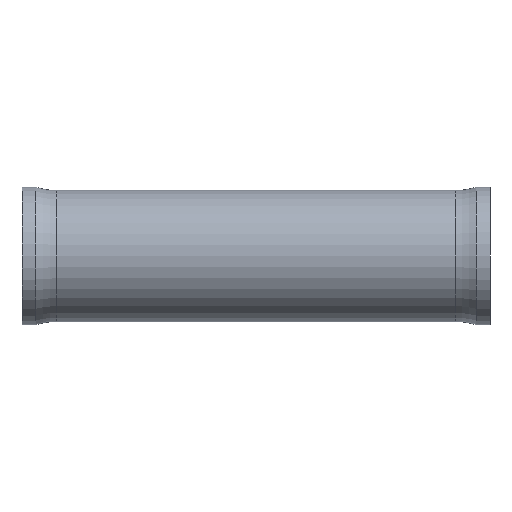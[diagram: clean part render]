
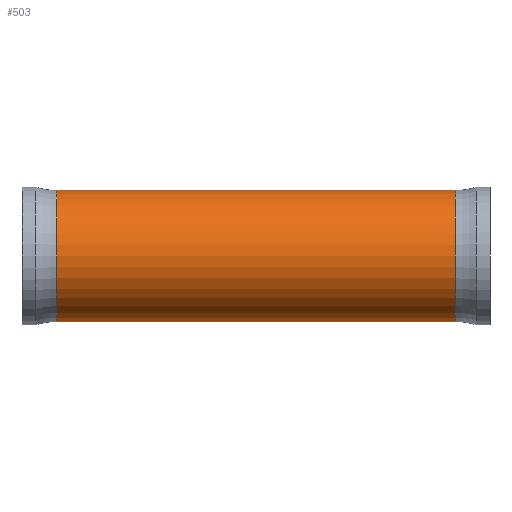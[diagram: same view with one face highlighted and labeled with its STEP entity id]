
A CAD part, left-side view. The second image highlights one B-rep face of the part: STEP entity #503.
In plain terms, the highlighted cylindrical face has radius 23.812 mm (diameter 47.625 mm), a partial arc.
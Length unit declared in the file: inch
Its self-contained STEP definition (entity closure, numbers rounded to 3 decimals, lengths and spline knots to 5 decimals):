
#6 = CARTESIAN_POINT ( 'NONE',  ( 0., 0.49839, 0. ) ) ;
#7 = LINE ( 'NONE', #494, #112 ) ;
#31 = ORIENTED_EDGE ( 'NONE', *, *, #351, .F. ) ;
#68 = DIRECTION ( 'NONE',  ( 0., 0., 1. ) ) ;
#80 = CYLINDRICAL_SURFACE ( 'NONE', #624, 0.9375 ) ;
#112 = VECTOR ( 'NONE', #322, 39.37008 ) ;
#114 = CARTESIAN_POINT ( 'NONE',  ( 0., 6.19452, 0.9375 ) ) ;
#163 = VERTEX_POINT ( 'NONE', #114 ) ;
#175 = CARTESIAN_POINT ( 'NONE',  ( 0., 6.19452, 0. ) ) ;
#183 = CIRCLE ( 'NONE', #383, 0.9375 ) ;
#214 = ORIENTED_EDGE ( 'NONE', *, *, #303, .F. ) ;
#223 = DIRECTION ( 'NONE',  ( 0., 0., 1. ) ) ;
#234 = CIRCLE ( 'NONE', #618, 0.9375 ) ;
#236 = DIRECTION ( 'NONE',  ( 0., 1., 0. ) ) ;
#244 = CARTESIAN_POINT ( 'NONE',  ( 0., 0.49839, 0.9375 ) ) ;
#245 = CARTESIAN_POINT ( 'NONE',  ( 0., 5.49933, 0.9375 ) ) ;
#251 = EDGE_CURVE ( 'NONE', #553, #554, #183, .T. ) ;
#270 = VERTEX_POINT ( 'NONE', #443 ) ;
#301 = EDGE_LOOP ( 'NONE', ( #31, #314, #335, #214 ) ) ;
#303 = EDGE_CURVE ( 'NONE', #270, #163, #234, .T. ) ;
#314 = ORIENTED_EDGE ( 'NONE', *, *, #251, .T. ) ;
#322 = DIRECTION ( 'NONE',  ( 0., 1., 0. ) ) ;
#334 = CARTESIAN_POINT ( 'NONE',  ( 0., 5.49933, 0. ) ) ;
#335 = ORIENTED_EDGE ( 'NONE', *, *, #560, .T. ) ;
#351 = EDGE_CURVE ( 'NONE', #553, #270, #7, .T. ) ;
#361 = DIRECTION ( 'NONE',  ( 0., 1., 0. ) ) ;
#378 = VECTOR ( 'NONE', #559, 39.37008 ) ;
#383 = AXIS2_PLACEMENT_3D ( 'NONE', #6, #361, #68 ) ;
#384 = DIRECTION ( 'NONE',  ( 0., 0., 1. ) ) ;
#443 = CARTESIAN_POINT ( 'NONE',  ( 0., 6.19452, -0.9375 ) ) ;
#490 = DIRECTION ( 'NONE',  ( 0., 1., 0. ) ) ;
#494 = CARTESIAN_POINT ( 'NONE',  ( 0., 5.49933, -0.9375 ) ) ;
#503 = ADVANCED_FACE ( 'NONE', ( #534 ), #80, .T. ) ;
#514 = LINE ( 'NONE', #245, #378 ) ;
#517 = CARTESIAN_POINT ( 'NONE',  ( 0., 0.49839, -0.9375 ) ) ;
#534 = FACE_OUTER_BOUND ( 'NONE', #301, .T. ) ;
#553 = VERTEX_POINT ( 'NONE', #517 ) ;
#554 = VERTEX_POINT ( 'NONE', #244 ) ;
#559 = DIRECTION ( 'NONE',  ( 0., 1., 0. ) ) ;
#560 = EDGE_CURVE ( 'NONE', #554, #163, #514, .T. ) ;
#618 = AXIS2_PLACEMENT_3D ( 'NONE', #175, #490, #223 ) ;
#624 = AXIS2_PLACEMENT_3D ( 'NONE', #334, #236, #384 ) ;
